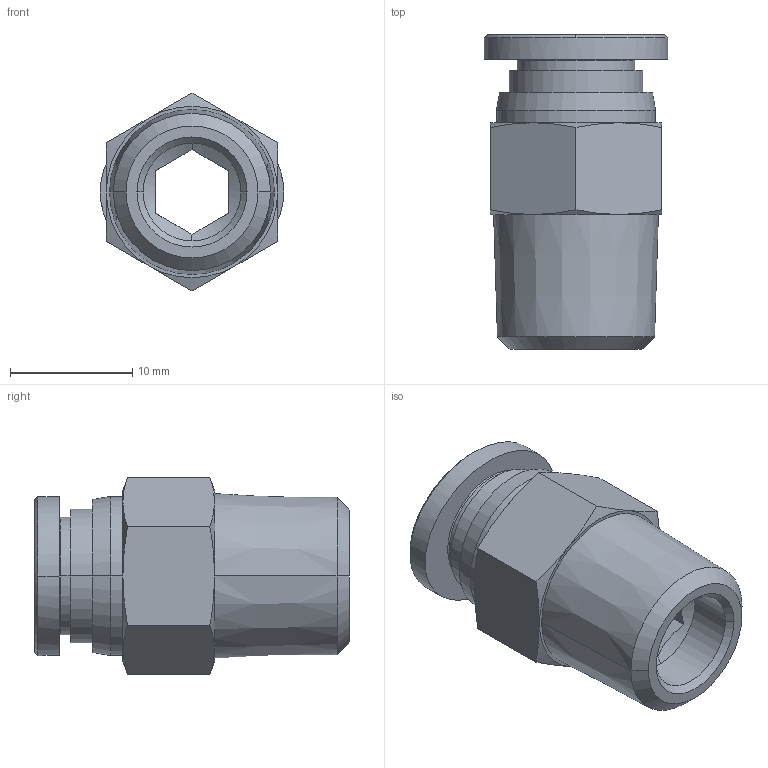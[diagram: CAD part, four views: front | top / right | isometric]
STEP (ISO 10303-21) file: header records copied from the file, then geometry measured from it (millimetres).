
FILE_DESCRIPTION (( 'STEP AP214' ), '1' );
FILE_NAME ('PC08-02.STEP', '2018-09-10T09:08:03', ( '' ), ( '' ), 'SwSTEP 2.0', 'SolidWorks 2018', '' );
FILE_SCHEMA (( 'AUTOMOTIVE_DESIGN' ));
Length unit declared in the file: millimetre
Products named in the file (1): PC08-02
Bounding box: 15 x 25.7 x 16.17 mm (x, y, z)
Surface area: 2058.1 mm2 (no closed solid volume)
Topology: 0 solids, 2 shells, 342 faces, 1183 edges, 786 vertices
Faces by surface type: plane 269, bspline 29, cone 26, cylinder 18
Entity records: 17047 total; most frequent: CARTESIAN_POINT 3570, ORIENTED_EDGE 2034, DIRECTION 1775, EDGE_CURVE 1183, LINE 1011, VECTOR 1011, VERTEX_POINT 786, AXIS2_PLACEMENT_3D 382
